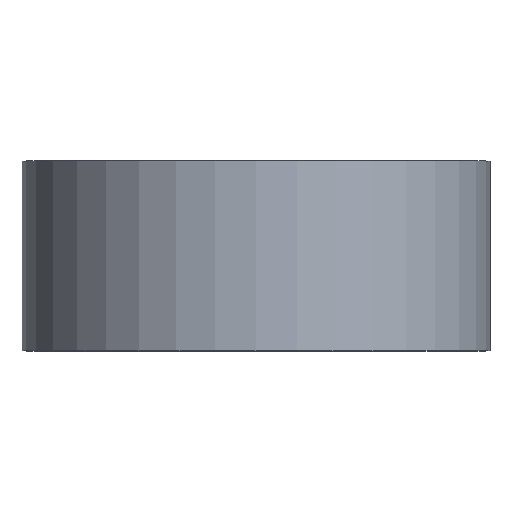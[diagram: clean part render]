
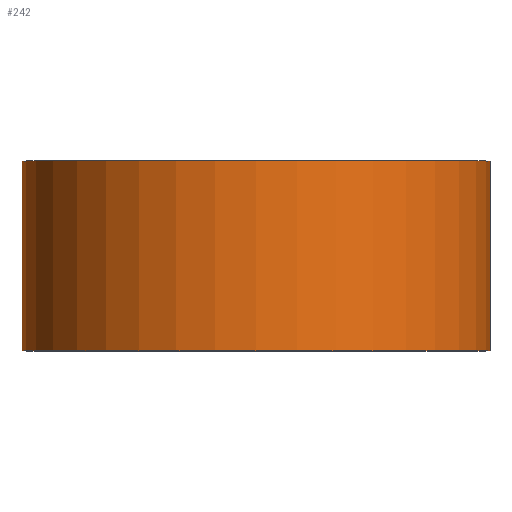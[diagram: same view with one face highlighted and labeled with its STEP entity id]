
A CAD part, top view. The second image highlights one B-rep face of the part: STEP entity #242.
In plain terms, the highlighted cylindrical face has radius 24.65 mm (diameter 49.3 mm), a full revolution.
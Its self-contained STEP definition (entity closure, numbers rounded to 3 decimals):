
#21=LINE('',#494,#28);
#28=VECTOR('',#378,24.65);
#34=CYLINDRICAL_SURFACE('',#293,24.65);
#54=FACE_OUTER_BOUND('',#71,.T.);
#71=EDGE_LOOP('',(#219,#220,#221,#222));
#92=CIRCLE('',#280,24.65);
#100=CIRCLE('',#294,24.65);
#115=VERTEX_POINT('',#466);
#122=VERTEX_POINT('',#492);
#142=EDGE_CURVE('',#115,#115,#92,.T.);
#155=EDGE_CURVE('',#122,#122,#100,.T.);
#156=EDGE_CURVE('',#122,#115,#21,.T.);
#219=ORIENTED_EDGE('',*,*,#155,.F.);
#220=ORIENTED_EDGE('',*,*,#156,.T.);
#221=ORIENTED_EDGE('',*,*,#142,.F.);
#222=ORIENTED_EDGE('',*,*,#156,.F.);
#242=ADVANCED_FACE('',(#54),#34,.T.);
#280=AXIS2_PLACEMENT_3D('',#467,#343,#344);
#293=AXIS2_PLACEMENT_3D('',#491,#374,#375);
#294=AXIS2_PLACEMENT_3D('',#493,#376,#377);
#343=DIRECTION('center_axis',(0.,-1.,0.));
#344=DIRECTION('ref_axis',(1.,0.,0.));
#374=DIRECTION('center_axis',(0.,1.,0.));
#375=DIRECTION('ref_axis',(1.,0.,0.));
#376=DIRECTION('center_axis',(0.,1.,0.));
#377=DIRECTION('ref_axis',(1.,0.,0.));
#378=DIRECTION('',(0.,-1.,0.));
#466=CARTESIAN_POINT('',(-24.65,-10.,0.));
#467=CARTESIAN_POINT('Origin',(0.,-10.,0.));
#491=CARTESIAN_POINT('Origin',(0.,0.,0.));
#492=CARTESIAN_POINT('',(-24.65,10.,0.));
#493=CARTESIAN_POINT('Origin',(0.,10.,0.));
#494=CARTESIAN_POINT('',(-24.65,0.,0.));
